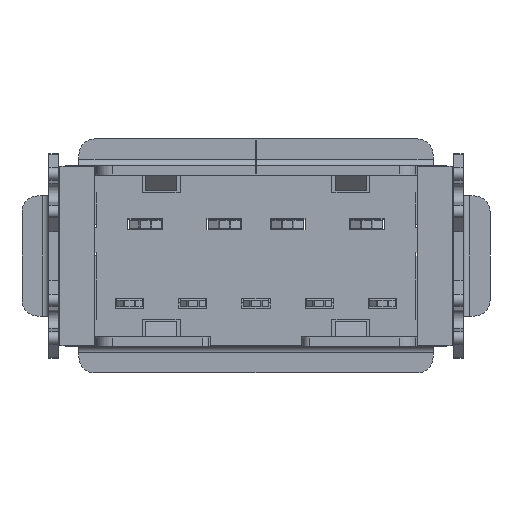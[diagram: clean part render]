
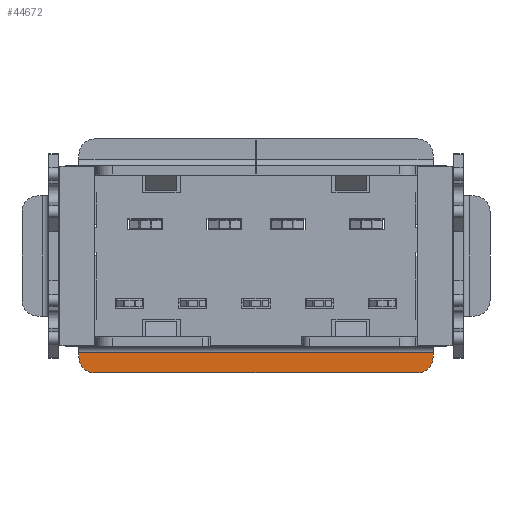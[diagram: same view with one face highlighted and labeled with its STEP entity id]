
A CAD part, front view. The second image highlights one B-rep face of the part: STEP entity #44672.
In plain terms, the highlighted planar face has unit normal (0, -1, 0).
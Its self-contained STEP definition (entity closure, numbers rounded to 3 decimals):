
#34531=DIRECTION('',(1.,0.,0.));
#34532=VECTOR('',#34531,11.2);
#34533=CARTESIAN_POINT('',(-5.6,16.08,-3.06));
#34534=LINE('25726',#34533,#34532);
#36661=CARTESIAN_POINT('',(-5.1,16.08,-3.2));
#36662=DIRECTION('',(0.,1.,0.));
#36663=DIRECTION('',(0.,0.,-1.));
#36664=AXIS2_PLACEMENT_3D('',#36661,#36662,#36663);
#36666=DIRECTION('',(0.,0.,1.));
#36667=VECTOR('',#36666,0.14);
#36668=CARTESIAN_POINT('',(-5.6,16.08,-3.2));
#36669=LINE('25737',#36668,#36667);
#36670=DIRECTION('',(0.,0.,-1.));
#36671=VECTOR('',#36670,0.14);
#36672=CARTESIAN_POINT('',(5.6,16.08,-3.06));
#36673=LINE('25731',#36672,#36671);
#36674=CARTESIAN_POINT('',(5.1,16.08,-3.2));
#36675=DIRECTION('',(0.,1.,0.));
#36676=DIRECTION('',(1.,0.,0.));
#36677=AXIS2_PLACEMENT_3D('',#36674,#36675,#36676);
#36687=DIRECTION('',(1.,0.,0.));
#36688=VECTOR('',#36687,10.2);
#36689=CARTESIAN_POINT('',(-5.1,16.08,-3.7));
#36690=LINE('26208',#36689,#36688);
#39909=CARTESIAN_POINT('',(-5.6,16.08,-3.06));
#39910=VERTEX_POINT('',#39909);
#39911=CARTESIAN_POINT('',(5.6,16.08,-3.06));
#39912=VERTEX_POINT('',#39911);
#39917=CARTESIAN_POINT('',(5.6,16.08,-3.2));
#39918=VERTEX_POINT('',#39917);
#39923=CARTESIAN_POINT('',(-5.6,16.08,-3.2));
#39924=VERTEX_POINT('',#39923);
#40504=CARTESIAN_POINT('',(-5.1,16.08,-3.7));
#40505=VERTEX_POINT('',#40504);
#40506=CARTESIAN_POINT('',(5.1,16.08,-3.7));
#40507=VERTEX_POINT('',#40506);
#44657=CARTESIAN_POINT('',(0.,16.08,-3.38));
#44658=DIRECTION('',(0.,1.,0.));
#44659=DIRECTION('',(-1.,0.,0.));
#44660=AXIS2_PLACEMENT_3D('',#44657,#44658,#44659);
#44661=PLANE('22000',#44660);
#44662=ORIENTED_EDGE('26207',*,*,#44648,.T.);
#44663=ORIENTED_EDGE('25737',*,*,#41848,.T.);
#44664=ORIENTED_EDGE('25726',*,*,#41867,.T.);
#44665=ORIENTED_EDGE('25731',*,*,#41886,.T.);
#44667=ORIENTED_EDGE('26209',*,*,#44666,.T.);
#44669=ORIENTED_EDGE('26208',*,*,#44668,.F.);
#44670=EDGE_LOOP('22000',(#44662,#44663,#44664,#44665,#44667,#44669));
#44671=FACE_OUTER_BOUND('22000',#44670,.F.);
#44672=ADVANCED_FACE('22000',(#44671),#44661,.F.);
#36665=CIRCLE('26207',#36664,0.5);
#36678=CIRCLE('26209',#36677,0.5);
#41848=EDGE_CURVE('25737',#39924,#39910,#36669,.T.);
#41867=EDGE_CURVE('25726',#39910,#39912,#34534,.T.);
#41886=EDGE_CURVE('25731',#39912,#39918,#36673,.T.);
#44648=EDGE_CURVE('26207',#40505,#39924,#36665,.T.);
#44666=EDGE_CURVE('26209',#39918,#40507,#36678,.T.);
#44668=EDGE_CURVE('26208',#40505,#40507,#36690,.T.);
